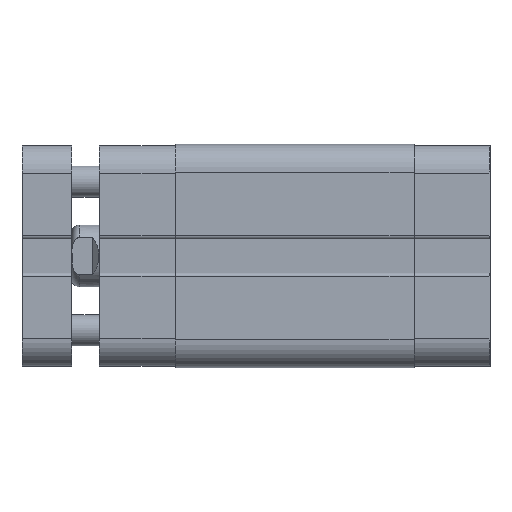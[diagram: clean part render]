
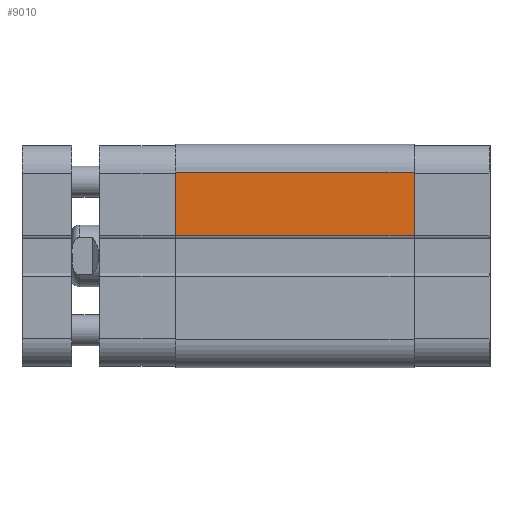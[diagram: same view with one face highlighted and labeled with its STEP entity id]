
A CAD part, left-side view. The second image highlights one B-rep face of the part: STEP entity #9010.
In plain terms, the highlighted planar face has unit normal (-1, 0, 0).
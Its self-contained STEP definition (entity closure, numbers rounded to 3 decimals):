
#7389=CARTESIAN_POINT('',(-18.05,19.25,3.25));
#7390=VERTEX_POINT('',#7389);
#7398=CARTESIAN_POINT('',(-18.05,19.25,13.55));
#7399=VERTEX_POINT('',#7398);
#7400=CARTESIAN_POINT('',(-18.05,19.25,13.55));
#7401=DIRECTION('',(0.0,0.0,-1.0));
#7402=VECTOR('',#7401,10.3);
#7403=LINE('',#7400,#7402);
#7404=EDGE_CURVE('',#7399,#7390,#7403,.T.);
#8494=CARTESIAN_POINT('',(-18.05,-19.25,13.55));
#8495=VERTEX_POINT('',#8494);
#8503=CARTESIAN_POINT('',(-18.05,-19.25,3.25));
#8504=VERTEX_POINT('',#8503);
#8505=CARTESIAN_POINT('',(-18.05,-19.25,3.25));
#8506=DIRECTION('',(0.0,0.0,1.0));
#8507=VECTOR('',#8506,10.3);
#8508=LINE('',#8505,#8507);
#8509=EDGE_CURVE('',#8504,#8495,#8508,.T.);
#8983=CARTESIAN_POINT('',(-18.05,-19.25,13.55));
#8984=DIRECTION('',(0.0,1.0,0.0));
#8985=VECTOR('',#8984,38.5);
#8986=LINE('',#8983,#8985);
#8987=EDGE_CURVE('',#8495,#7399,#8986,.T.);
#8994=CARTESIAN_POINT('',(-18.05,0.0,13.55));
#8995=DIRECTION('',(-1.0,0.0,0.0));
#8996=DIRECTION('',(0.0,0.0,1.0));
#8997=AXIS2_PLACEMENT_3D('',#8994,#8995,#8996);
#8998=PLANE('',#8997);
#8999=ORIENTED_EDGE('',*,*,#7404,.T.);
#9000=CARTESIAN_POINT('',(-18.05,-19.25,3.25));
#9001=DIRECTION('',(0.0,1.0,0.0));
#9002=VECTOR('',#9001,38.5);
#9003=LINE('',#9000,#9002);
#9004=EDGE_CURVE('',#8504,#7390,#9003,.T.);
#9005=ORIENTED_EDGE('',*,*,#9004,.F.);
#9006=ORIENTED_EDGE('',*,*,#8509,.T.);
#9007=ORIENTED_EDGE('',*,*,#8987,.T.);
#9008=EDGE_LOOP('',(#8999,#9005,#9006,#9007));
#9009=FACE_OUTER_BOUND('',#9008,.T.);
#9010=ADVANCED_FACE('',(#9009),#8998,.T.);
